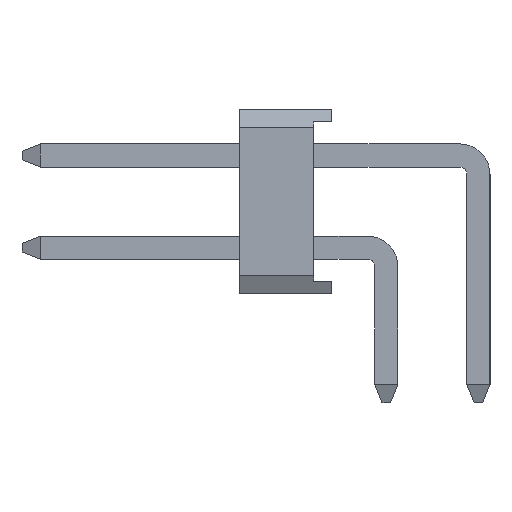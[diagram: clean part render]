
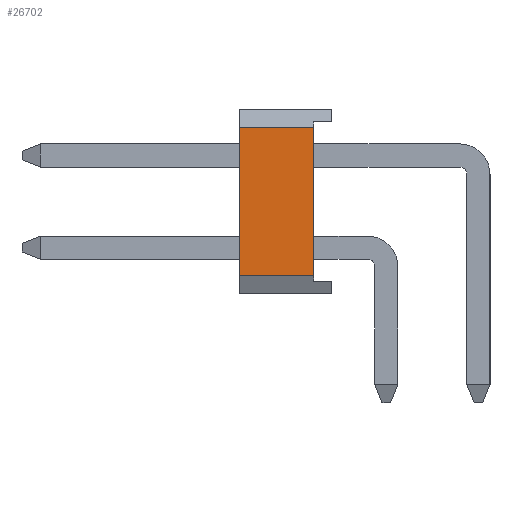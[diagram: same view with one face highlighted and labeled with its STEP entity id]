
A CAD part, left-side view. The second image highlights one B-rep face of the part: STEP entity #26702.
In plain terms, the highlighted planar face has unit normal (-1, 0, 0).
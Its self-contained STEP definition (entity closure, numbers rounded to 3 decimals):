
#3910=ORIENTED_EDGE('',*,*,#7390,.F.);
#3911=ORIENTED_EDGE('',*,*,#7520,.T.);
#3912=ORIENTED_EDGE('',*,*,#7516,.T.);
#3913=ORIENTED_EDGE('',*,*,#7521,.T.);
#7390=EDGE_CURVE('',#9466,#9467,#11600,.T.);
#7516=EDGE_CURVE('',#9525,#9524,#11726,.T.);
#7520=EDGE_CURVE('',#9466,#9525,#11730,.T.);
#7521=EDGE_CURVE('',#9524,#9467,#11731,.T.);
#9466=VERTEX_POINT('',#36903);
#9467=VERTEX_POINT('',#36905);
#9524=VERTEX_POINT('',#37136);
#9525=VERTEX_POINT('',#37138);
#11600=LINE('',#36904,#14126);
#11726=LINE('',#37137,#14252);
#11730=LINE('',#37145,#14256);
#11731=LINE('',#37147,#14257);
#14126=VECTOR('',#31572,1000.);
#14252=VECTOR('',#31796,1000.);
#14256=VECTOR('',#31806,1000.);
#14257=VECTOR('',#31809,1000.);
#15820=EDGE_LOOP('',(#3910,#3911,#3912,#3913));
#16984=FACE_BOUND('',#15820,.T.);
#18028=PLANE('',#27953);
#26702=ADVANCED_FACE('',(#16984),#18028,.T.);
#27953=AXIS2_PLACEMENT_3D('',#37146,#31807,#31808);
#31572=DIRECTION('',(0.,0.,1.));
#31796=DIRECTION('',(0.,0.,1.));
#31806=DIRECTION('',(0.,-1.,0.));
#31807=DIRECTION('',(-1.,0.,0.));
#31808=DIRECTION('',(0.,0.,1.));
#31809=DIRECTION('',(0.,1.,0.));
#36903=CARTESIAN_POINT('',(-25.4,2.04,-0.77));
#36904=CARTESIAN_POINT('',(-25.4,2.04,-50.095));
#36905=CARTESIAN_POINT('',(-25.4,2.04,1.27));
#37136=CARTESIAN_POINT('',(-25.4,-2.04,1.27));
#37137=CARTESIAN_POINT('',(-25.4,-2.04,-50.095));
#37138=CARTESIAN_POINT('',(-25.4,-2.04,-0.77));
#37145=CARTESIAN_POINT('',(-25.4,-2.54,-0.77));
#37146=CARTESIAN_POINT('',(-25.4,-2.54,-1.27));
#37147=CARTESIAN_POINT('',(-25.4,-2.54,1.27));
